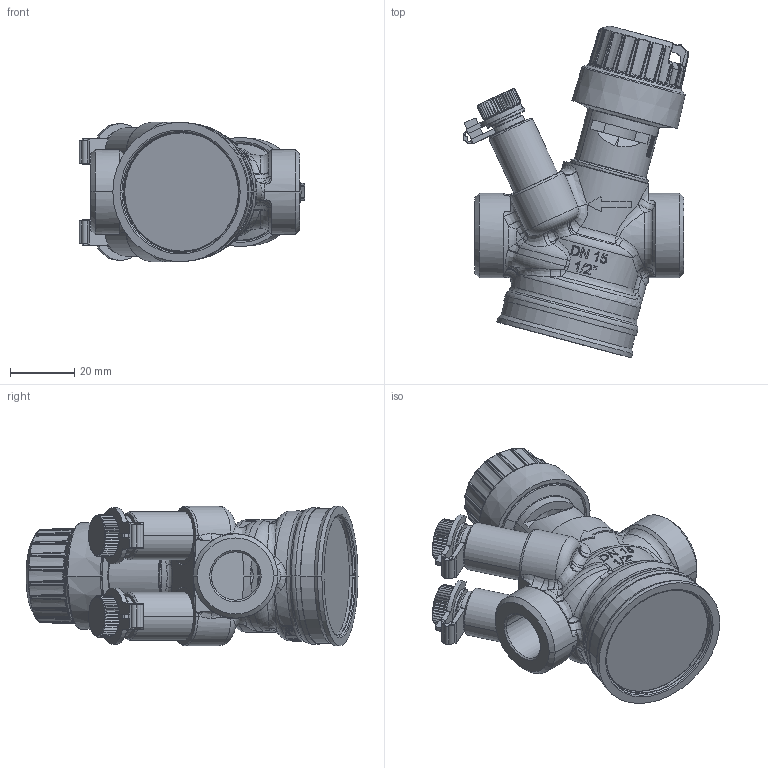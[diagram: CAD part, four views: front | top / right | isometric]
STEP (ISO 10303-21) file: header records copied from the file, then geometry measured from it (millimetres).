
FILE_DESCRIPTION((''),'2;1');
FILE_NAME('003Z8200_ASM_1_ASM_1_ASM_1_ASM','2019-08-19T',('U258099'),('Danfoss'),'CREO PARAMETRIC BY PTC INC, 2015480','CREO PARAMETRIC BY PTC INC, 2015480','');
FILE_SCHEMA(('CONFIG_CONTROL_DESIGN'));
Products named in the file (10): 89053030_1_1_1; 89054030_MARKING_1_1_1; 89054710_1_1_1; 89054720_1_1_1; 89054750_ASM_1_ASM_1_ASM_1_ASM; 89054730_1_1_1; 89054740_1_1_1; 89054360_1_1_1; 89053960_1_1; 003Z8200_ASM_1_ASM_1_ASM_1_ASM
Assembly tree (10 placements, depth 3):
  003Z8200_ASM_1_ASM_1_ASM_1_ASM
    89053030_1_1_1
    89054030_MARKING_1_1_1
    89054750_ASM_1_ASM_1_ASM_1_ASM  x2
      89054710_1_1_1
      89054720_1_1_1
    89054730_1_1_1
    89054740_1_1_1
    89054360_1_1_1
    89053960_1_1
Bounding box: 70.27 x 103.29 x 43.4 mm (x, y, z)
Volume: 64254.9 mm3; surface area: 42817.6 mm2
Topology: 10 solids, 10 shells, 3296 faces, 9177 edges, 5999 vertices
Faces by surface type: bspline 1242, plane 746, cylinder 440, cone 367, torus 236, extrusion 213, sphere 52
Entity records: 150365 total; most frequent: CARTESIAN_POINT 81969, ORIENTED_EDGE 16790, DIRECTION 10159, EDGE_CURVE 8395, VERTEX_POINT 5509, B_SPLINE_CURVE_WITH_KNOTS 3933, AXIS2_PLACEMENT_3D 3652, EDGE_LOOP 3226
